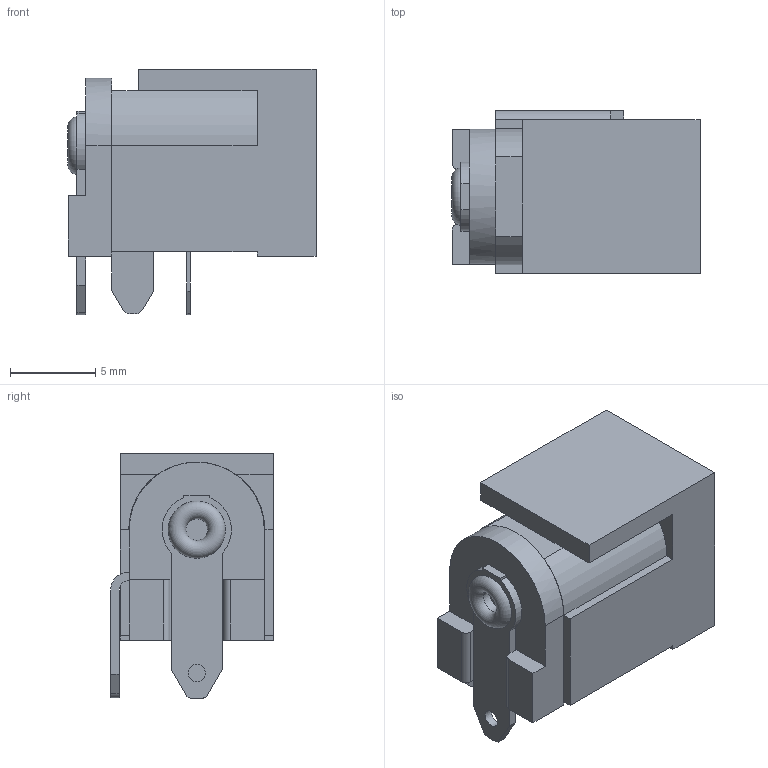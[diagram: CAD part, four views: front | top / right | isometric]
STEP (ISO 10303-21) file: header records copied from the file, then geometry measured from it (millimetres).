
FILE_DESCRIPTION(/* description */ (''),/* implementation_level */ '2;1');
FILE_NAME(/* name */ 'Switchcraft - RAPC722X.step',/* time_stamp */ '2020-04-02T15:21:30+01:00',/* author */ (''),/* organization */ (''),/* preprocessor_version */ 'ST-DEVELOPER v18',/* originating_system */ 'Autodesk Translation Framework v8.12.0.6',/* authorisation */ '');
FILE_SCHEMA (('AUTOMOTIVE_DESIGN { 1 0 10303 214 3 1 1 }'));
Length unit declared in the file: millimetre
Products named in the file (1): Switchcraft - RAPC722X
Bounding box: 14.54 x 9.55 x 14.42 mm (x, y, z)
Volume: 989.8 mm3; surface area: 1226.2 mm2
Topology: 1 solids, 1 shells, 112 faces, 316 edges, 212 vertices
Faces by surface type: plane 83, cylinder 24, torus 2, bspline 2, cone 1
Full cylindrical faces by diameter (mm): 1.016 x1, 1.27 x1, 1.93 x1, 3.505 x1, 6.299 x1
Entity records: 4072 total; most frequent: CARTESIAN_POINT 1039, ORIENTED_EDGE 632, DIRECTION 589, EDGE_CURVE 316, LINE 221, VECTOR 221, VERTEX_POINT 212, AXIS2_PLACEMENT_3D 184
